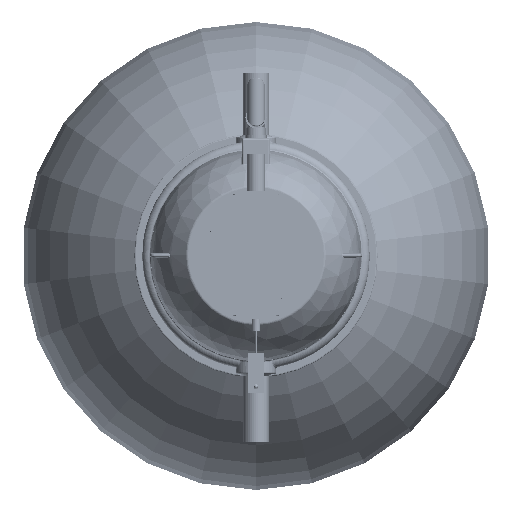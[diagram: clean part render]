
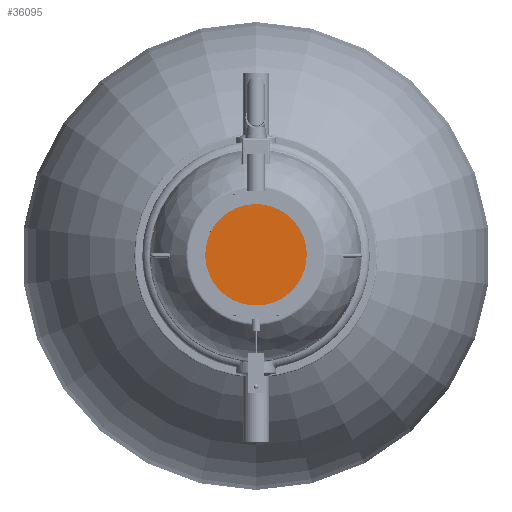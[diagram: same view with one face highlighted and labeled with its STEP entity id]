
A CAD part, top view. The second image highlights one B-rep face of the part: STEP entity #36095.
In plain terms, the highlighted planar face has unit normal (0, 0, 1).
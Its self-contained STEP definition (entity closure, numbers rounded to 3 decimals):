
#1740=PLANE('',#39729);
#10304=ORIENTED_EDGE('',*,*,#16821,.F.);
#16821=EDGE_CURVE('',#20449,#20449,#23502,.T.);
#20449=VERTEX_POINT('',#61174);
#23502=CIRCLE('',#39727,312.5);
#25099=EDGE_LOOP('',(#10304));
#30573=FACE_BOUND('',#25099,.T.);
#36095=ADVANCED_FACE('',(#30573),#1740,.F.);
#39727=AXIS2_PLACEMENT_3D('',#61173,#44497,#44498);
#39729=AXIS2_PLACEMENT_3D('',#61177,#44501,#44502);
#44497=DIRECTION('',(0.,0.,-1.));
#44498=DIRECTION('',(1.,0.,0.));
#44501=DIRECTION('',(0.,0.,-1.));
#44502=DIRECTION('',(-1.,0.,0.));
#61173=CARTESIAN_POINT('',(0.,0.,40.));
#61174=CARTESIAN_POINT('',(312.5,0.,40.));
#61177=CARTESIAN_POINT('',(0.,0.,40.));
